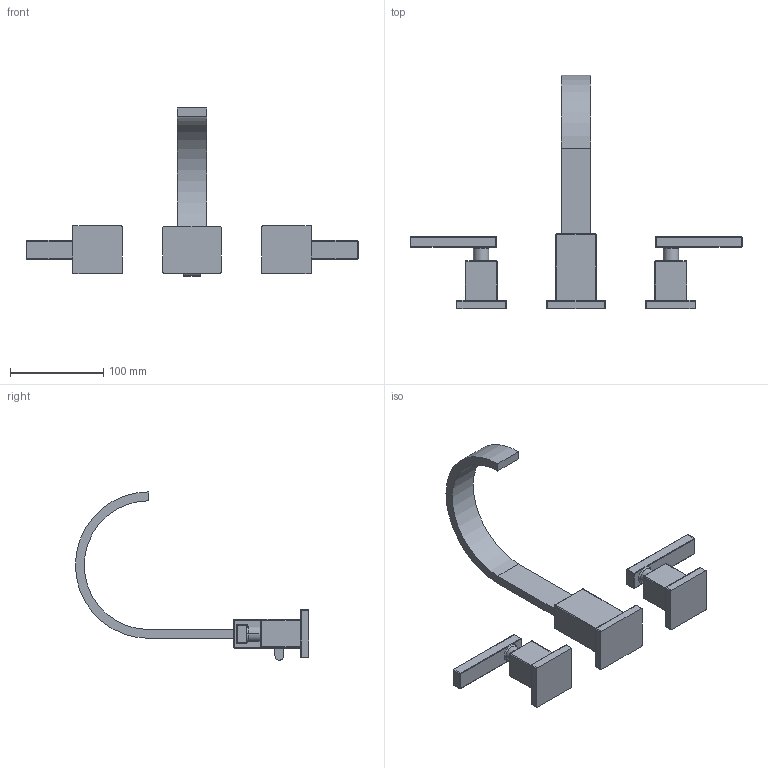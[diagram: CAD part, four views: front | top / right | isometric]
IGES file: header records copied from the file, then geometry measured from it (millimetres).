
Start section:  PTC IGES file: 2040.igs
Global section: file name: 2040.igs; native system: Creo Parametric by PTC Inc.; preprocessor: 2018400; author: jinson.thomas; organization: Unknown; date: 20201127.103116; units: inch
Bounding box: 355.6 x 249.87 x 180.15 mm (x, y, z)
Volume: 401298.6 mm3; surface area: 94512.9 mm2
Topology: 3 solids, 9 shells, 205 faces, 452 edges, 268 vertices
Faces by surface type: revolution 133, bspline 72
